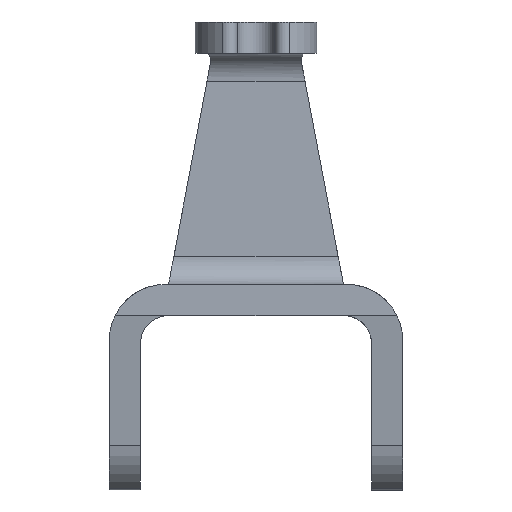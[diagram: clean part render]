
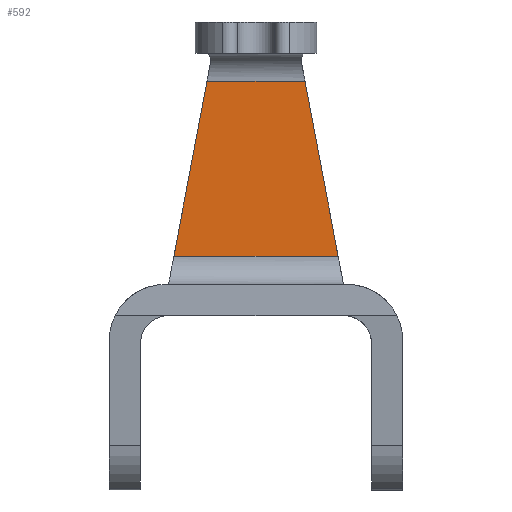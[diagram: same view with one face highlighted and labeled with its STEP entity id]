
A CAD part, front view. The second image highlights one B-rep face of the part: STEP entity #592.
In plain terms, the highlighted planar face has unit normal (0, -1, 0).
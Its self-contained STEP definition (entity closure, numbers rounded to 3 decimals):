
#7 = CARTESIAN_POINT ( 'NONE',  ( 7.851, 17., -4.5 ) ) ;
#74 = VECTOR ( 'NONE', #3422, 1000. ) ;
#237 = LINE ( 'NONE', #1954, #3046 ) ;
#274 = VERTEX_POINT ( 'NONE', #2096 ) ;
#445 = DIRECTION ( 'NONE',  ( 0., 1., 0. ) ) ;
#561 = CARTESIAN_POINT ( 'NONE',  ( -7.851, 17., -4.5 ) ) ;
#592 = ADVANCED_FACE ( 'NONE', ( #3400 ), #1712, .F. ) ;
#630 = EDGE_CURVE ( 'NONE', #1228, #2301, #829, .T. ) ;
#747 = CARTESIAN_POINT ( 'NONE',  ( 14., 17., -32.5 ) ) ;
#829 = LINE ( 'NONE', #2158, #1215 ) ;
#1149 = DIRECTION ( 'NONE',  ( -1., 0., 0. ) ) ;
#1215 = VECTOR ( 'NONE', #1149, 1000. ) ;
#1228 = VERTEX_POINT ( 'NONE', #7 ) ;
#1712 = PLANE ( 'NONE',  #2525 ) ;
#1945 = LINE ( 'NONE', #1986, #3249 ) ;
#1954 = CARTESIAN_POINT ( 'NONE',  ( 6.758, 17., 1.279 ) ) ;
#1986 = CARTESIAN_POINT ( 'NONE',  ( -6.758, 17., 1.279 ) ) ;
#2096 = CARTESIAN_POINT ( 'NONE',  ( 13.149, 17., -32.5 ) ) ;
#2158 = CARTESIAN_POINT ( 'NONE',  ( -7., 17., -4.5 ) ) ;
#2301 = VERTEX_POINT ( 'NONE', #561 ) ;
#2375 = VERTEX_POINT ( 'NONE', #2671 ) ;
#2450 = EDGE_LOOP ( 'NONE', ( #2601, #3151, #3394, #3721 ) ) ;
#2525 = AXIS2_PLACEMENT_3D ( 'NONE', #2985, #445, #3071 ) ;
#2601 = ORIENTED_EDGE ( 'NONE', *, *, #2939, .F. ) ;
#2605 = DIRECTION ( 'NONE',  ( 0.186, 0., -0.983 ) ) ;
#2624 = EDGE_CURVE ( 'NONE', #2301, #2375, #1945, .T. ) ;
#2671 = CARTESIAN_POINT ( 'NONE',  ( -13.149, 17., -32.5 ) ) ;
#2939 = EDGE_CURVE ( 'NONE', #1228, #274, #237, .T. ) ;
#2985 = CARTESIAN_POINT ( 'NONE',  ( 0., 17., 0. ) ) ;
#3046 = VECTOR ( 'NONE', #2605, 1000. ) ;
#3071 = DIRECTION ( 'NONE',  ( 0., 0., 1. ) ) ;
#3151 = ORIENTED_EDGE ( 'NONE', *, *, #630, .T. ) ;
#3249 = VECTOR ( 'NONE', #3353, 1000. ) ;
#3353 = DIRECTION ( 'NONE',  ( -0.186, 0., -0.983 ) ) ;
#3394 = ORIENTED_EDGE ( 'NONE', *, *, #2624, .T. ) ;
#3400 = FACE_OUTER_BOUND ( 'NONE', #2450, .T. ) ;
#3422 = DIRECTION ( 'NONE',  ( 1., 0., 0. ) ) ;
#3721 = ORIENTED_EDGE ( 'NONE', *, *, #3796, .T. ) ;
#3796 = EDGE_CURVE ( 'NONE', #2375, #274, #3988, .T. ) ;
#3988 = LINE ( 'NONE', #747, #74 ) ;
